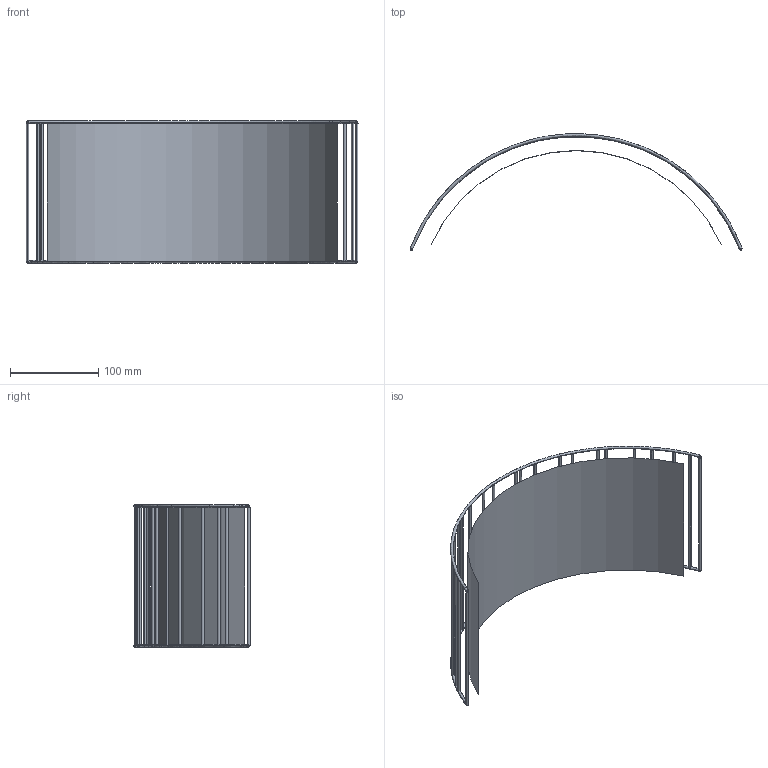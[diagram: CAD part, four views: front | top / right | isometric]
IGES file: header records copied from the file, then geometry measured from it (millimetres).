
Start section: SolidWorks IGES file using analytic representation for surfaces
Global section: file name: FARO LINDA Aplique.IGS; native system: SolidWorks 2012; preprocessor: SolidWorks 2012; author: ZairaHolgado; date: 140403.160552; units: millimetre
Bounding box: 377.26 x 132.15 x 161.42 mm (x, y, z)
Surface area: 108390.9 mm2 (no closed solid volume)
Topology: 0 solids, 0 shells, 97 faces, 1716 edges, 1716 vertices
Faces by surface type: bspline 50, revolution 47
